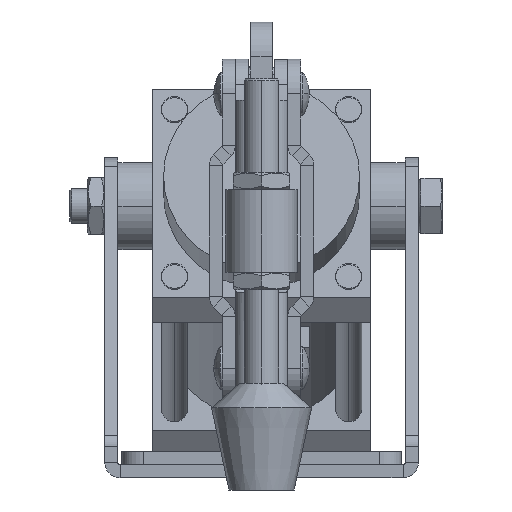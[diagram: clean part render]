
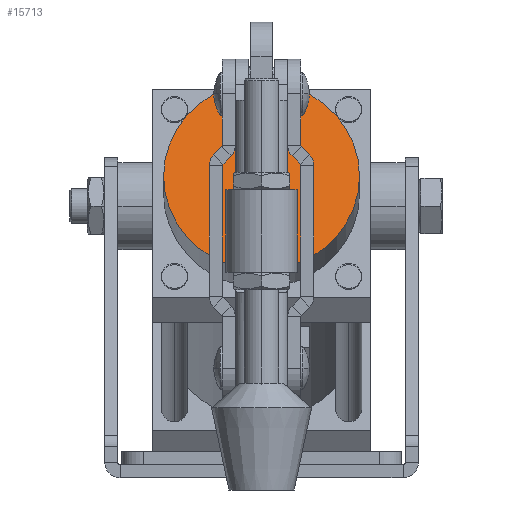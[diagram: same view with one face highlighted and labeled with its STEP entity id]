
A CAD part, left-side view. The second image highlights one B-rep face of the part: STEP entity #15713.
In plain terms, the highlighted face is planar.
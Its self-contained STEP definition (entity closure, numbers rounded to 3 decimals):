
#38 = EDGE_CURVE ( 'NONE', #32294, #32308, #3517, .T. ) ;
#46 = EDGE_CURVE ( 'NONE', #32297, #32314, #3529, .T. ) ;
#1560 = EDGE_CURVE ( 'NONE', #32308, #32294, #28178, .T. ) ;
#1561 = EDGE_CURVE ( 'NONE', #32314, #32297, #28179, .T. ) ;
#1769 = AXIS2_PLACEMENT_3D ( 'NONE', #2051, #2052, #2053 ) ;
#1773 = AXIS2_PLACEMENT_3D ( 'NONE', #2071, #2072, #2073 ) ;
#2051 = CARTESIAN_POINT ( 'NONE',  ( 0., 0., 0. ) ) ;
#2052 = DIRECTION ( 'NONE',  ( -1., 0., 0. ) ) ;
#2053 = DIRECTION ( 'NONE',  ( 0., 0., 1. ) ) ;
#2071 = CARTESIAN_POINT ( 'NONE',  ( 0., 0., 0. ) ) ;
#2072 = DIRECTION ( 'NONE',  ( -1., 0., 0. ) ) ;
#2073 = DIRECTION ( 'NONE',  ( 0., 0., 1. ) ) ;
#3517 = CIRCLE ( 'NONE', #1769, 6. ) ;
#3529 = CIRCLE ( 'NONE', #1773, 22.5 ) ;
#5895 = CARTESIAN_POINT ( 'NONE',  ( 0., 0., 0. ) ) ;
#5896 = DIRECTION ( 'NONE',  ( -1., 0., 0. ) ) ;
#5897 = DIRECTION ( 'NONE',  ( 0., 0., 1. ) ) ;
#5898 = CARTESIAN_POINT ( 'NONE',  ( 0., 0., 0. ) ) ;
#5899 = DIRECTION ( 'NONE',  ( -1., 0., 0. ) ) ;
#5900 = DIRECTION ( 'NONE',  ( 0., 0., 1. ) ) ;
#9668 = FACE_BOUND ( 'NONE', #25029, .T. ) ;
#9671 = FACE_OUTER_BOUND ( 'NONE', #25033, .T. ) ;
#15536 = AXIS2_PLACEMENT_3D ( 'NONE', #5895, #5896, #5897 ) ;
#15538 = AXIS2_PLACEMENT_3D ( 'NONE', #5898, #5899, #5900 ) ;
#15713 = ADVANCED_FACE ( 'NONE', ( #9668, #9671 ), #30458, .F. ) ;
#16435 = AXIS2_PLACEMENT_3D ( 'NONE', #30459, #30464, #30465 ) ;
#18729 = ORIENTED_EDGE ( 'NONE', *, *, #1560, .F. ) ;
#18730 = ORIENTED_EDGE ( 'NONE', *, *, #38, .F. ) ;
#18731 = ORIENTED_EDGE ( 'NONE', *, *, #46, .T. ) ;
#18733 = ORIENTED_EDGE ( 'NONE', *, *, #1561, .T. ) ;
#19547 = CARTESIAN_POINT ( 'NONE',  ( 0., 0., -6. ) ) ;
#19564 = CARTESIAN_POINT ( 'NONE',  ( 0., 0., 22.5 ) ) ;
#19575 = CARTESIAN_POINT ( 'NONE',  ( 0., 0., 6. ) ) ;
#19581 = CARTESIAN_POINT ( 'NONE',  ( 0., 0., -22.5 ) ) ;
#25029 = EDGE_LOOP ( 'NONE', ( #18729, #18730 ) ) ;
#25033 = EDGE_LOOP ( 'NONE', ( #18731, #18733 ) ) ;
#28178 = CIRCLE ( 'NONE', #15536, 6. ) ;
#28179 = CIRCLE ( 'NONE', #15538, 22.5 ) ;
#30458 = PLANE ( 'NONE',  #16435 ) ;
#30459 = CARTESIAN_POINT ( 'NONE',  ( 0., 0., 0. ) ) ;
#30464 = DIRECTION ( 'NONE',  ( 1., 0., 0. ) ) ;
#30465 = DIRECTION ( 'NONE',  ( 0., 0., -1. ) ) ;
#32294 = VERTEX_POINT ( 'NONE', #19547 ) ;
#32297 = VERTEX_POINT ( 'NONE', #19564 ) ;
#32308 = VERTEX_POINT ( 'NONE', #19575 ) ;
#32314 = VERTEX_POINT ( 'NONE', #19581 ) ;
